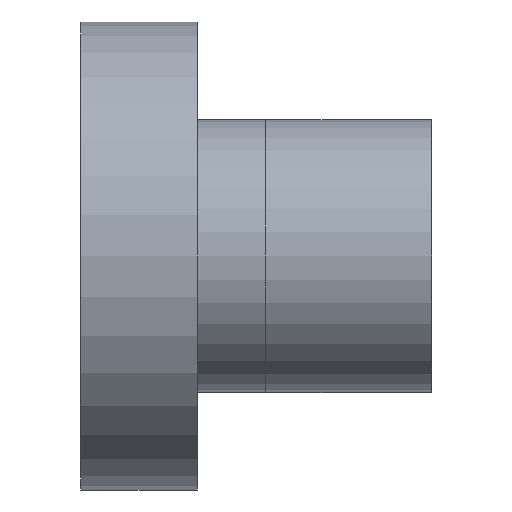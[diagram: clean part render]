
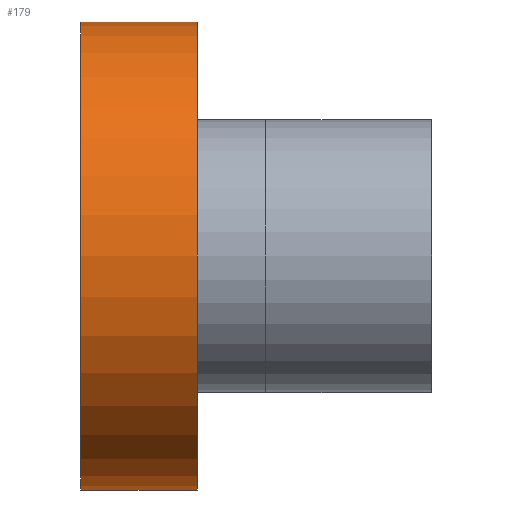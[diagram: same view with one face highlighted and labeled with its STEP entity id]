
A CAD part, front view. The second image highlights one B-rep face of the part: STEP entity #179.
In plain terms, the highlighted cylindrical face has radius 24 mm (diameter 48 mm), a partial arc.
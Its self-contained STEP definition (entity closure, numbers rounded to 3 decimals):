
#30 = CYLINDRICAL_SURFACE ( 'NONE', #149, 24. ) ;
#34 = LINE ( 'NONE', #309, #488 ) ;
#41 = CARTESIAN_POINT ( 'NONE',  ( -151.697, 0., 0. ) ) ;
#54 = VERTEX_POINT ( 'NONE', #709 ) ;
#103 = DIRECTION ( 'NONE',  ( 0., 0., 1. ) ) ;
#118 = DIRECTION ( 'NONE',  ( -1., 0., 0. ) ) ;
#149 = AXIS2_PLACEMENT_3D ( 'NONE', #41, #738, #103 ) ;
#167 = CARTESIAN_POINT ( 'NONE',  ( -4.212, 0., -24. ) ) ;
#168 = DIRECTION ( 'NONE',  ( -1., 0., 0. ) ) ;
#171 = FACE_OUTER_BOUND ( 'NONE', #906, .T. ) ;
#173 = DIRECTION ( 'NONE',  ( 0., 0., 1. ) ) ;
#175 = LINE ( 'NONE', #455, #830 ) ;
#179 = ADVANCED_FACE ( 'NONE', ( #171 ), #30, .T. ) ;
#211 = EDGE_CURVE ( 'NONE', #227, #908, #34, .T. ) ;
#227 = VERTEX_POINT ( 'NONE', #742 ) ;
#244 = CIRCLE ( 'NONE', #596, 24. ) ;
#254 = CARTESIAN_POINT ( 'NONE',  ( -16.212, 0., 0. ) ) ;
#309 = CARTESIAN_POINT ( 'NONE',  ( -151.697, 0., 24. ) ) ;
#315 = DIRECTION ( 'NONE',  ( -1., 0., 0. ) ) ;
#329 = EDGE_CURVE ( 'NONE', #666, #227, #244, .T. ) ;
#393 = EDGE_CURVE ( 'NONE', #666, #54, #175, .T. ) ;
#409 = ORIENTED_EDGE ( 'NONE', *, *, #211, .T. ) ;
#416 = AXIS2_PLACEMENT_3D ( 'NONE', #254, #118, #173 ) ;
#455 = CARTESIAN_POINT ( 'NONE',  ( -151.697, 0., -24. ) ) ;
#488 = VECTOR ( 'NONE', #315, 1000. ) ;
#544 = ORIENTED_EDGE ( 'NONE', *, *, #550, .F. ) ;
#550 = EDGE_CURVE ( 'NONE', #54, #908, #677, .T. ) ;
#554 = ORIENTED_EDGE ( 'NONE', *, *, #329, .T. ) ;
#572 = CARTESIAN_POINT ( 'NONE',  ( -16.212, 0., 24. ) ) ;
#584 = CARTESIAN_POINT ( 'NONE',  ( -4.212, 0., 0. ) ) ;
#596 = AXIS2_PLACEMENT_3D ( 'NONE', #584, #168, #815 ) ;
#666 = VERTEX_POINT ( 'NONE', #167 ) ;
#677 = CIRCLE ( 'NONE', #416, 24. ) ;
#709 = CARTESIAN_POINT ( 'NONE',  ( -16.212, 0., -24. ) ) ;
#738 = DIRECTION ( 'NONE',  ( -1., 0., 0. ) ) ;
#741 = DIRECTION ( 'NONE',  ( -1., 0., 0. ) ) ;
#742 = CARTESIAN_POINT ( 'NONE',  ( -4.212, 0., 24. ) ) ;
#783 = ORIENTED_EDGE ( 'NONE', *, *, #393, .F. ) ;
#815 = DIRECTION ( 'NONE',  ( 0., 0., 1. ) ) ;
#830 = VECTOR ( 'NONE', #741, 1000. ) ;
#906 = EDGE_LOOP ( 'NONE', ( #783, #554, #409, #544 ) ) ;
#908 = VERTEX_POINT ( 'NONE', #572 ) ;
